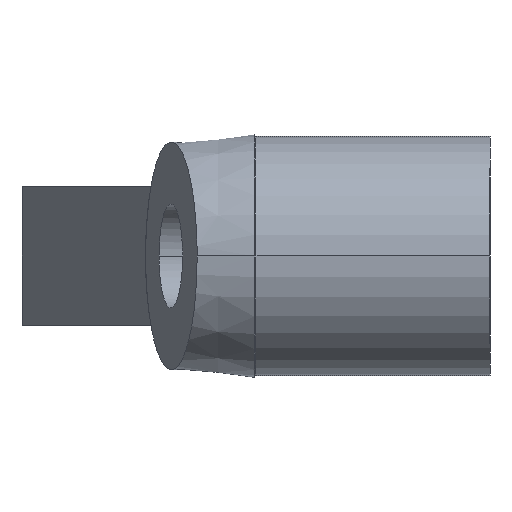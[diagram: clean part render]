
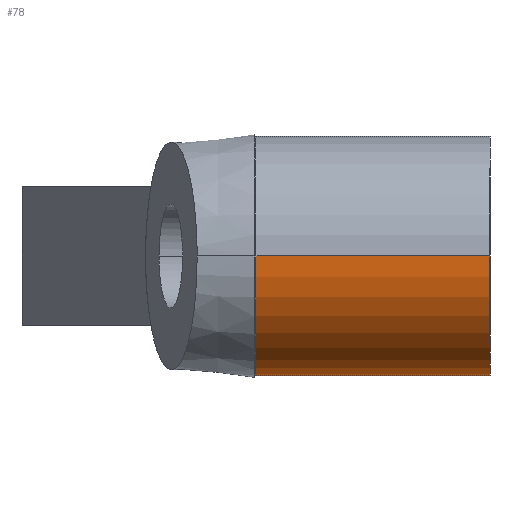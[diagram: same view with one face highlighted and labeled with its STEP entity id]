
A CAD part, left-side view. The second image highlights one B-rep face of the part: STEP entity #78.
In plain terms, the highlighted cylindrical face has radius 6.9 mm (diameter 13.8 mm), a partial arc.
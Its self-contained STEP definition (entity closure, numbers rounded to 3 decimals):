
#78 = ADVANCED_FACE( '', ( #126 ), #127, .T. );
#126 = FACE_OUTER_BOUND( '', #218, .T. );
#127 = CYLINDRICAL_SURFACE( '', #219, 6.9 );
#218 = EDGE_LOOP( '', ( #330, #331, #332, #333, #334, #335, #336, #337 ) );
#219 = AXIS2_PLACEMENT_3D( '', #338, #339, #340 );
#330 = ORIENTED_EDGE( '', *, *, #683, .F. );
#331 = ORIENTED_EDGE( '', *, *, #684, .T. );
#332 = ORIENTED_EDGE( '', *, *, #685, .F. );
#333 = ORIENTED_EDGE( '', *, *, #680, .F. );
#334 = ORIENTED_EDGE( '', *, *, #686, .F. );
#335 = ORIENTED_EDGE( '', *, *, #687, .T. );
#336 = ORIENTED_EDGE( '', *, *, #688, .T. );
#337 = ORIENTED_EDGE( '', *, *, #689, .F. );
#338 = CARTESIAN_POINT( '', ( 0., 6.75, 0. ) );
#339 = DIRECTION( '', ( 0., -1., 0. ) );
#340 = DIRECTION( '', ( 1., 0., 0. ) );
#680 = EDGE_CURVE( '', #806, #808, #809, .T. );
#683 = EDGE_CURVE( '', #812, #813, #814, .T. );
#684 = EDGE_CURVE( '', #812, #815, #816, .T. );
#685 = EDGE_CURVE( '', #808, #815, #817, .T. );
#686 = EDGE_CURVE( '', #818, #806, #819, .T. );
#687 = EDGE_CURVE( '', #818, #820, #821, .T. );
#688 = EDGE_CURVE( '', #820, #822, #823, .T. );
#689 = EDGE_CURVE( '', #813, #822, #824, .T. );
#806 = VERTEX_POINT( '', #1018 );
#808 = VERTEX_POINT( '', #1020 );
#809 = CIRCLE( '', #1021, 6.9 );
#812 = VERTEX_POINT( '', #1024 );
#813 = VERTEX_POINT( '', #1025 );
#814 = LINE( '', #1026, #1027 );
#815 = VERTEX_POINT( '', #1028 );
#816 = CIRCLE( '', #1029, 6.9 );
#817 = LINE( '', #1030, #1031 );
#818 = VERTEX_POINT( '', #1032 );
#819 = CIRCLE( '', #1033, 6.9 );
#820 = VERTEX_POINT( '', #1034 );
#821 = LINE( '', #1035, #1036 );
#822 = VERTEX_POINT( '', #1037 );
#823 = ELLIPSE( '', #1038, 7.343, 6.9 );
#824 = CIRCLE( '', #1039, 6.9 );
#1018 = CARTESIAN_POINT( '', ( 0., 13.5, -6.9 ) );
#1020 = CARTESIAN_POINT( '', ( -6.9, 13.5, 0. ) );
#1021 = AXIS2_PLACEMENT_3D( '', #1378, #1379, #1380 );
#1024 = CARTESIAN_POINT( '', ( 6.9, 0., 0. ) );
#1025 = CARTESIAN_POINT( '', ( 6.9, 13.5, 0. ) );
#1026 = CARTESIAN_POINT( '', ( 6.9, 6.75, 0. ) );
#1027 = VECTOR( '', #1387, 1. );
#1028 = CARTESIAN_POINT( '', ( -6.9, 0., 0. ) );
#1029 = AXIS2_PLACEMENT_3D( '', #1388, #1389, #1390 );
#1030 = CARTESIAN_POINT( '', ( -6.9, 6.75, 0. ) );
#1031 = VECTOR( '', #1391, 1. );
#1032 = CARTESIAN_POINT( '', ( 5.622, 13.5, -4. ) );
#1033 = AXIS2_PLACEMENT_3D( '', #1392, #1393, #1394 );
#1034 = CARTESIAN_POINT( '', ( 5.622, 13.139, -4. ) );
#1035 = CARTESIAN_POINT( '', ( 5.622, 12.296, -4. ) );
#1036 = VECTOR( '', #1395, 1. );
#1037 = CARTESIAN_POINT( '', ( 6.615, 13.5, -1.962 ) );
#1038 = AXIS2_PLACEMENT_3D( '', #1396, #1397, #1398 );
#1039 = AXIS2_PLACEMENT_3D( '', #1399, #1400, #1401 );
#1378 = CARTESIAN_POINT( '', ( 0., 13.5, 0. ) );
#1379 = DIRECTION( '', ( 0., 1., 0. ) );
#1380 = DIRECTION( '', ( 1., 0., 0. ) );
#1387 = DIRECTION( '', ( 0., 1., 0. ) );
#1388 = CARTESIAN_POINT( '', ( 0., 0., 0. ) );
#1389 = DIRECTION( '', ( 0., 1., 0. ) );
#1390 = DIRECTION( '', ( 1., 0., 0. ) );
#1391 = DIRECTION( '', ( 0., -1., 0. ) );
#1392 = CARTESIAN_POINT( '', ( 0., 13.5, 0. ) );
#1393 = DIRECTION( '', ( 0., 1., 0. ) );
#1394 = DIRECTION( '', ( 1., 0., 0. ) );
#1395 = DIRECTION( '', ( 0., -1., 0. ) );
#1396 = CARTESIAN_POINT( '', ( 0., 11.092, 0. ) );
#1397 = DIRECTION( '', ( 0.342, -0.94, 0. ) );
#1398 = DIRECTION( '', ( 0.94, 0.342, 0. ) );
#1399 = CARTESIAN_POINT( '', ( 0., 13.5, 0. ) );
#1400 = DIRECTION( '', ( 0., 1., 0. ) );
#1401 = DIRECTION( '', ( 1., 0., 0. ) );
